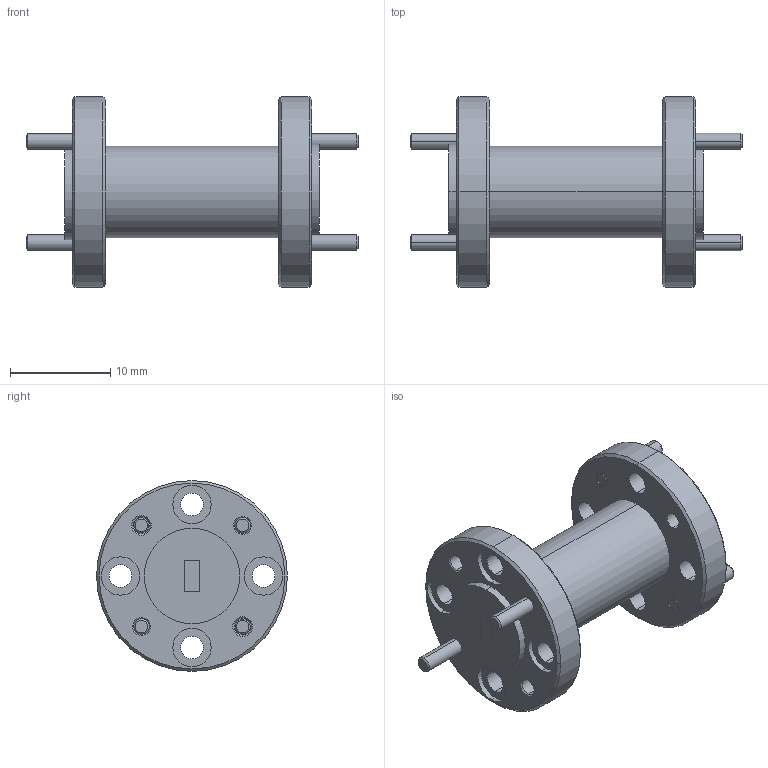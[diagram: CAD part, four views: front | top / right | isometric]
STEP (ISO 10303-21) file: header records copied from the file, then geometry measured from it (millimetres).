
FILE_DESCRIPTION (( 'STEP AP203' ), '1' );
FILE_NAME ('SWT-1210-LB.STEP', '2016-10-19T21:32:15', ( '' ), ( '' ), 'SwSTEP 2.0', 'SolidWorks 2013', '' );
FILE_SCHEMA (( 'CONFIG_CONTROL_DESIGN' ));
Length unit declared in the file: inch
Products named in the file (1): SWT-1210-LB
Bounding box: 33.15 x 19.05 x 19.05 mm (x, y, z)
Surface area: 2321.4 mm2 (no closed solid volume)
Topology: 0 solids, 7 shells, 130 faces, 302 edges, 196 vertices
Faces by surface type: cylinder 66, cone 40, plane 24
Entity records: 3895 total; most frequent: DIRECTION 744, CARTESIAN_POINT 629, ORIENTED_EDGE 588, AXIS2_PLACEMENT_3D 311, EDGE_CURVE 302, VERTEX_POINT 196, CIRCLE 180, EDGE_LOOP 176
